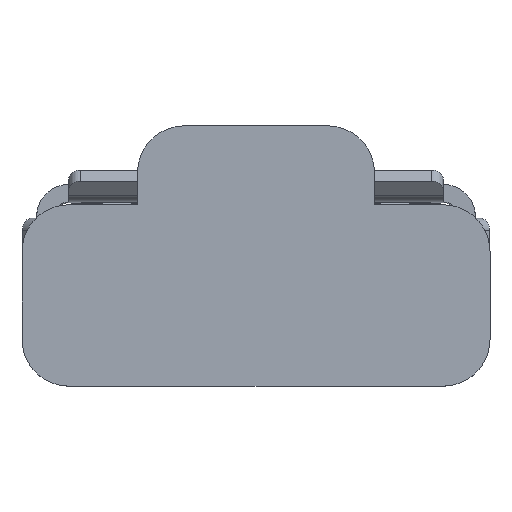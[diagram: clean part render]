
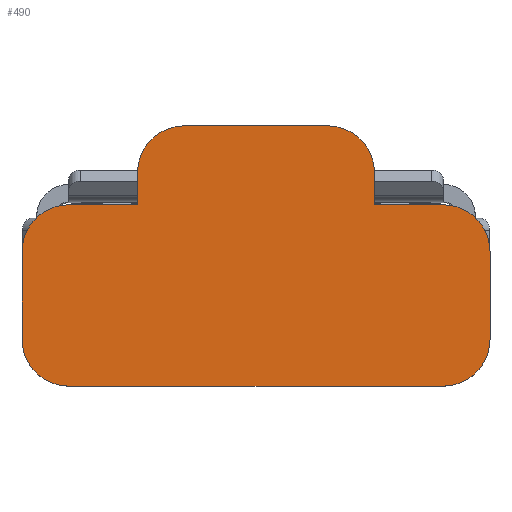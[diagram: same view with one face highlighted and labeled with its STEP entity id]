
A CAD part, top view. The second image highlights one B-rep face of the part: STEP entity #490.
In plain terms, the highlighted planar face has unit normal (0, 0, 1).
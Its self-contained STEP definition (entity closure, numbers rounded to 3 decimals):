
#192 = VERTEX_POINT('',#193);
#193 = CARTESIAN_POINT('',(2.025,0.345,7.536));
#199 = EDGE_CURVE('',#192,#200,#202,.T.);
#200 = VERTEX_POINT('',#201);
#201 = CARTESIAN_POINT('',(2.025,0.895,7.536));
#202 = LINE('',#203,#204);
#203 = CARTESIAN_POINT('',(2.025,0.345,7.536));
#204 = VECTOR('',#205,1.);
#205 = DIRECTION('',(0.,1.,0.));
#398 = VERTEX_POINT('',#399);
#399 = CARTESIAN_POINT('',(-2.025,0.895,7.536));
#405 = EDGE_CURVE('',#398,#406,#408,.T.);
#406 = VERTEX_POINT('',#407);
#407 = CARTESIAN_POINT('',(-2.025,0.345,7.536));
#408 = LINE('',#409,#410);
#409 = CARTESIAN_POINT('',(-2.025,0.895,7.536));
#410 = VECTOR('',#411,1.);
#411 = DIRECTION('',(0.,-1.,0.));
#427 = EDGE_CURVE('',#428,#398,#430,.T.);
#428 = VERTEX_POINT('',#429);
#429 = CARTESIAN_POINT('',(-1.225,1.695,7.536));
#430 = CIRCLE('',#431,0.8);
#431 = AXIS2_PLACEMENT_3D('',#432,#433,#434);
#432 = CARTESIAN_POINT('',(-1.225,0.895,7.536));
#433 = DIRECTION('',(0.,0.,1.));
#434 = DIRECTION('',(0.,1.,0.));
#455 = VERTEX_POINT('',#456);
#456 = CARTESIAN_POINT('',(1.225,1.695,7.536));
#462 = EDGE_CURVE('',#428,#455,#463,.T.);
#463 = LINE('',#464,#465);
#464 = CARTESIAN_POINT('',(-1.225,1.695,7.536));
#465 = VECTOR('',#466,1.);
#466 = DIRECTION('',(1.,0.,0.));
#478 = EDGE_CURVE('',#200,#455,#479,.T.);
#479 = CIRCLE('',#480,0.8);
#480 = AXIS2_PLACEMENT_3D('',#481,#482,#483);
#481 = CARTESIAN_POINT('',(1.225,0.895,7.536));
#482 = DIRECTION('',(-0.,0.,1.));
#483 = DIRECTION('',(1.,0.,0.));
#490 = ADVANCED_FACE('',(#491),#572,.T.);
#491 = FACE_BOUND('',#492,.F.);
#492 = EDGE_LOOP('',(#493,#503,#512,#520,#529,#535,#536,#537,#538,#539,
    #540,#548,#557,#565));
#493 = ORIENTED_EDGE('',*,*,#494,.F.);
#494 = EDGE_CURVE('',#495,#497,#499,.T.);
#495 = VERTEX_POINT('',#496);
#496 = CARTESIAN_POINT('',(-3.2,-2.755,7.536));
#497 = VERTEX_POINT('',#498);
#498 = CARTESIAN_POINT('',(3.2,-2.755,7.536));
#499 = LINE('',#500,#501);
#500 = CARTESIAN_POINT('',(-3.2,-2.755,7.536));
#501 = VECTOR('',#502,1.);
#502 = DIRECTION('',(1.,0.,0.));
#503 = ORIENTED_EDGE('',*,*,#504,.F.);
#504 = EDGE_CURVE('',#505,#495,#507,.T.);
#505 = VERTEX_POINT('',#506);
#506 = CARTESIAN_POINT('',(-4.,-1.955,7.536));
#507 = CIRCLE('',#508,0.8);
#508 = AXIS2_PLACEMENT_3D('',#509,#510,#511);
#509 = CARTESIAN_POINT('',(-3.2,-1.955,7.536));
#510 = DIRECTION('',(0.,0.,1.));
#511 = DIRECTION('',(-1.,-0.,0.));
#512 = ORIENTED_EDGE('',*,*,#513,.T.);
#513 = EDGE_CURVE('',#505,#514,#516,.T.);
#514 = VERTEX_POINT('',#515);
#515 = CARTESIAN_POINT('',(-4.,-0.455,7.536));
#516 = LINE('',#517,#518);
#517 = CARTESIAN_POINT('',(-4.,-1.955,7.536));
#518 = VECTOR('',#519,1.);
#519 = DIRECTION('',(0.,1.,0.));
#520 = ORIENTED_EDGE('',*,*,#521,.F.);
#521 = EDGE_CURVE('',#522,#514,#524,.T.);
#522 = VERTEX_POINT('',#523);
#523 = CARTESIAN_POINT('',(-3.2,0.345,7.536));
#524 = CIRCLE('',#525,0.8);
#525 = AXIS2_PLACEMENT_3D('',#526,#527,#528);
#526 = CARTESIAN_POINT('',(-3.2,-0.455,7.536));
#527 = DIRECTION('',(0.,0.,1.));
#528 = DIRECTION('',(0.,1.,0.));
#529 = ORIENTED_EDGE('',*,*,#530,.F.);
#530 = EDGE_CURVE('',#406,#522,#531,.T.);
#531 = LINE('',#532,#533);
#532 = CARTESIAN_POINT('',(-2.025,0.345,7.536));
#533 = VECTOR('',#534,1.);
#534 = DIRECTION('',(-1.,-0.,0.));
#535 = ORIENTED_EDGE('',*,*,#405,.F.);
#536 = ORIENTED_EDGE('',*,*,#427,.F.);
#537 = ORIENTED_EDGE('',*,*,#462,.T.);
#538 = ORIENTED_EDGE('',*,*,#478,.F.);
#539 = ORIENTED_EDGE('',*,*,#199,.F.);
#540 = ORIENTED_EDGE('',*,*,#541,.F.);
#541 = EDGE_CURVE('',#542,#192,#544,.T.);
#542 = VERTEX_POINT('',#543);
#543 = CARTESIAN_POINT('',(3.2,0.345,7.536));
#544 = LINE('',#545,#546);
#545 = CARTESIAN_POINT('',(3.2,0.345,7.536));
#546 = VECTOR('',#547,1.);
#547 = DIRECTION('',(-1.,-0.,0.));
#548 = ORIENTED_EDGE('',*,*,#549,.F.);
#549 = EDGE_CURVE('',#550,#542,#552,.T.);
#550 = VERTEX_POINT('',#551);
#551 = CARTESIAN_POINT('',(4.,-0.455,7.536));
#552 = CIRCLE('',#553,0.8);
#553 = AXIS2_PLACEMENT_3D('',#554,#555,#556);
#554 = CARTESIAN_POINT('',(3.2,-0.455,7.536));
#555 = DIRECTION('',(-0.,0.,1.));
#556 = DIRECTION('',(1.,0.,0.));
#557 = ORIENTED_EDGE('',*,*,#558,.T.);
#558 = EDGE_CURVE('',#550,#559,#561,.T.);
#559 = VERTEX_POINT('',#560);
#560 = CARTESIAN_POINT('',(4.,-1.955,7.536));
#561 = LINE('',#562,#563);
#562 = CARTESIAN_POINT('',(4.,-0.455,7.536));
#563 = VECTOR('',#564,1.);
#564 = DIRECTION('',(0.,-1.,0.));
#565 = ORIENTED_EDGE('',*,*,#566,.F.);
#566 = EDGE_CURVE('',#497,#559,#567,.T.);
#567 = CIRCLE('',#568,0.8);
#568 = AXIS2_PLACEMENT_3D('',#569,#570,#571);
#569 = CARTESIAN_POINT('',(3.2,-1.955,7.536));
#570 = DIRECTION('',(-0.,0.,1.));
#571 = DIRECTION('',(0.,-1.,0.));
#572 = PLANE('',#573);
#573 = AXIS2_PLACEMENT_3D('',#574,#575,#576);
#574 = CARTESIAN_POINT('',(4.,0.695,7.536));
#575 = DIRECTION('',(0.,0.,1.));
#576 = DIRECTION('',(-1.,-0.,0.));
